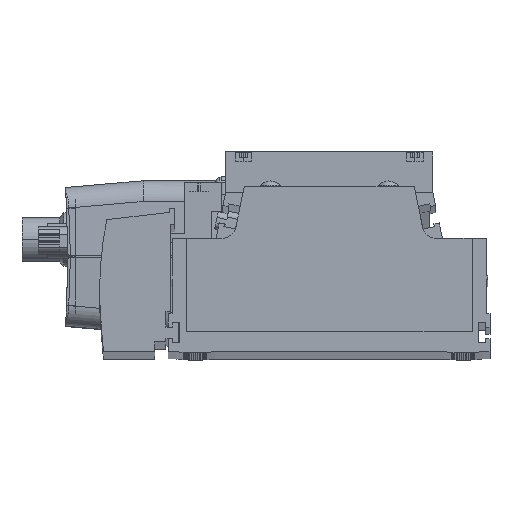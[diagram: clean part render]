
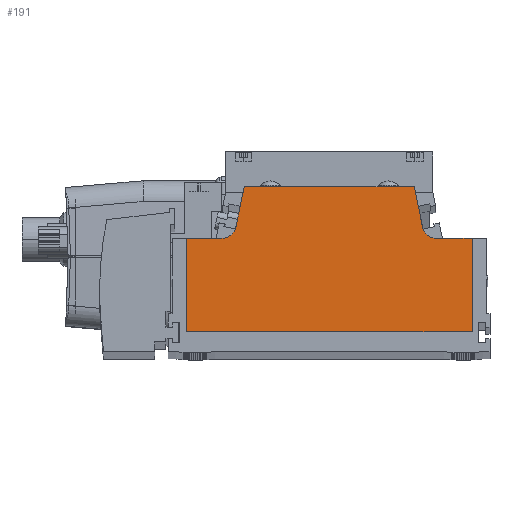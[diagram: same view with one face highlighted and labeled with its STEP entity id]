
A CAD part, top view. The second image highlights one B-rep face of the part: STEP entity #191.
In plain terms, the highlighted planar face has unit normal (0, 0, 1).
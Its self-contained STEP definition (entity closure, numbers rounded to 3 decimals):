
#142 = EDGE_LOOP ( 'NONE', ( #29169, #7791, #22225, #327, #32938, #33656, #23429, #29896, #6712, #26403 ) ) ;
#191 = ADVANCED_FACE ( 'NONE', ( #10115 ), #12657, .F. ) ;
#327 = ORIENTED_EDGE ( 'NONE', *, *, #12729, .F. ) ;
#1620 = CARTESIAN_POINT ( 'NONE',  ( 40., 84.488, 1222.5 ) ) ;
#1706 = CARTESIAN_POINT ( 'NONE',  ( -40., 84.488, 1222.5 ) ) ;
#2177 = CARTESIAN_POINT ( 'NONE',  ( -23.784, 17.45, 1222.5 ) ) ;
#2365 = DIRECTION ( 'NONE',  ( 1., 0., 0. ) ) ;
#2584 = CARTESIAN_POINT ( 'NONE',  ( -40., 3., 1222.5 ) ) ;
#2765 = DIRECTION ( 'NONE',  ( -1., 0., 0. ) ) ;
#3077 = VERTEX_POINT ( 'NONE', #30658 ) ;
#3412 = CARTESIAN_POINT ( 'NONE',  ( -40., 3., 1222.5 ) ) ;
#3952 = VERTEX_POINT ( 'NONE', #31643 ) ;
#3990 = VECTOR ( 'NONE', #25183, 1000. ) ;
#4883 = CARTESIAN_POINT ( 'NONE',  ( 30.049, 7., 1222.5 ) ) ;
#4906 = VERTEX_POINT ( 'NONE', #7973 ) ;
#5114 = LINE ( 'NONE', #2177, #19981 ) ;
#5929 = AXIS2_PLACEMENT_3D ( 'NONE', #4883, #10532, #13623 ) ;
#6694 = CARTESIAN_POINT ( 'NONE',  ( -40., 3., 1222.5 ) ) ;
#6712 = ORIENTED_EDGE ( 'NONE', *, *, #20450, .T. ) ;
#6896 = VERTEX_POINT ( 'NONE', #17068 ) ;
#7070 = DIRECTION ( 'NONE',  ( 0., -1., 0. ) ) ;
#7791 = ORIENTED_EDGE ( 'NONE', *, *, #19192, .T. ) ;
#7973 = CARTESIAN_POINT ( 'NONE',  ( 26.133, 6.184, 1222.5 ) ) ;
#8645 = DIRECTION ( 'NONE',  ( 0.204, 0.979, 0. ) ) ;
#9299 = CARTESIAN_POINT ( 'NONE',  ( 23.784, 17.45, 1222.5 ) ) ;
#9323 = VECTOR ( 'NONE', #16021, 1000. ) ;
#9828 = CARTESIAN_POINT ( 'NONE',  ( -40., -23.13, 1222.5 ) ) ;
#10115 = FACE_OUTER_BOUND ( 'NONE', #142, .T. ) ;
#10532 = DIRECTION ( 'NONE',  ( 0., 0., -1. ) ) ;
#11769 = VERTEX_POINT ( 'NONE', #24546 ) ;
#12657 = PLANE ( 'NONE',  #29237 ) ;
#12729 = EDGE_CURVE ( 'NONE', #25478, #4906, #28283, .T. ) ;
#13623 = DIRECTION ( 'NONE',  ( -1., 0., 0. ) ) ;
#13930 = LINE ( 'NONE', #33609, #27732 ) ;
#16021 = DIRECTION ( 'NONE',  ( 0., -1., 0. ) ) ;
#16515 = EDGE_CURVE ( 'NONE', #11769, #35064, #13930, .T. ) ;
#16881 = EDGE_CURVE ( 'NONE', #31967, #22240, #24666, .T. ) ;
#17068 = CARTESIAN_POINT ( 'NONE',  ( -40., -23.13, 1222.5 ) ) ;
#18716 = CARTESIAN_POINT ( 'NONE',  ( 40., -23.13, 1222.5 ) ) ;
#18753 = CARTESIAN_POINT ( 'NONE',  ( -30.049, 3., 1222.5 ) ) ;
#19192 = EDGE_CURVE ( 'NONE', #3077, #3952, #22566, .T. ) ;
#19226 = CARTESIAN_POINT ( 'NONE',  ( -23.784, 17.45, 1222.5 ) ) ;
#19561 = DIRECTION ( 'NONE',  ( 0., 0., -1. ) ) ;
#19981 = VECTOR ( 'NONE', #2365, 1000. ) ;
#20450 = EDGE_CURVE ( 'NONE', #22240, #6896, #26392, .T. ) ;
#20510 = VERTEX_POINT ( 'NONE', #18716 ) ;
#20659 = EDGE_CURVE ( 'NONE', #3952, #4906, #22210, .T. ) ;
#21314 = DIRECTION ( 'NONE',  ( -1., 0., 0. ) ) ;
#22210 = CIRCLE ( 'NONE', #5929, 4. ) ;
#22225 = ORIENTED_EDGE ( 'NONE', *, *, #20659, .T. ) ;
#22240 = VERTEX_POINT ( 'NONE', #6694 ) ;
#22299 = CARTESIAN_POINT ( 'NONE',  ( -30.049, 7., 1222.5 ) ) ;
#22566 = LINE ( 'NONE', #3412, #32624 ) ;
#23429 = ORIENTED_EDGE ( 'NONE', *, *, #24122, .T. ) ;
#24122 = EDGE_CURVE ( 'NONE', #11769, #31967, #28840, .T. ) ;
#24546 = CARTESIAN_POINT ( 'NONE',  ( -26.133, 6.184, 1222.5 ) ) ;
#24666 = LINE ( 'NONE', #2584, #25425 ) ;
#25183 = DIRECTION ( 'NONE',  ( 0.204, -0.979, 0. ) ) ;
#25425 = VECTOR ( 'NONE', #2765, 1000. ) ;
#25478 = VERTEX_POINT ( 'NONE', #32063 ) ;
#26392 = LINE ( 'NONE', #26743, #27458 ) ;
#26403 = ORIENTED_EDGE ( 'NONE', *, *, #33059, .F. ) ;
#26743 = CARTESIAN_POINT ( 'NONE',  ( -40., 84.488, 1222.5 ) ) ;
#26789 = LINE ( 'NONE', #9828, #28836 ) ;
#27086 = AXIS2_PLACEMENT_3D ( 'NONE', #22299, #19561, #30686 ) ;
#27458 = VECTOR ( 'NONE', #7070, 1000. ) ;
#27728 = EDGE_CURVE ( 'NONE', #3077, #20510, #35342, .T. ) ;
#27732 = VECTOR ( 'NONE', #8645, 1000. ) ;
#28057 = DIRECTION ( 'NONE',  ( -1., 0., 0. ) ) ;
#28283 = LINE ( 'NONE', #9299, #3990 ) ;
#28836 = VECTOR ( 'NONE', #21314, 1000. ) ;
#28840 = CIRCLE ( 'NONE', #27086, 4. ) ;
#29169 = ORIENTED_EDGE ( 'NONE', *, *, #27728, .F. ) ;
#29237 = AXIS2_PLACEMENT_3D ( 'NONE', #1706, #29802, #29621 ) ;
#29621 = DIRECTION ( 'NONE',  ( -1., 0., 0. ) ) ;
#29802 = DIRECTION ( 'NONE',  ( 0., 0., -1. ) ) ;
#29896 = ORIENTED_EDGE ( 'NONE', *, *, #16881, .T. ) ;
#30658 = CARTESIAN_POINT ( 'NONE',  ( 40., 3., 1222.5 ) ) ;
#30686 = DIRECTION ( 'NONE',  ( -1., 0., 0. ) ) ;
#31173 = EDGE_CURVE ( 'NONE', #35064, #25478, #5114, .T. ) ;
#31643 = CARTESIAN_POINT ( 'NONE',  ( 30.049, 3., 1222.5 ) ) ;
#31967 = VERTEX_POINT ( 'NONE', #18753 ) ;
#32063 = CARTESIAN_POINT ( 'NONE',  ( 23.784, 17.45, 1222.5 ) ) ;
#32624 = VECTOR ( 'NONE', #28057, 1000. ) ;
#32938 = ORIENTED_EDGE ( 'NONE', *, *, #31173, .F. ) ;
#33059 = EDGE_CURVE ( 'NONE', #20510, #6896, #26789, .T. ) ;
#33609 = CARTESIAN_POINT ( 'NONE',  ( -26.797, 3., 1222.5 ) ) ;
#33656 = ORIENTED_EDGE ( 'NONE', *, *, #16515, .F. ) ;
#35064 = VERTEX_POINT ( 'NONE', #19226 ) ;
#35342 = LINE ( 'NONE', #1620, #9323 ) ;
